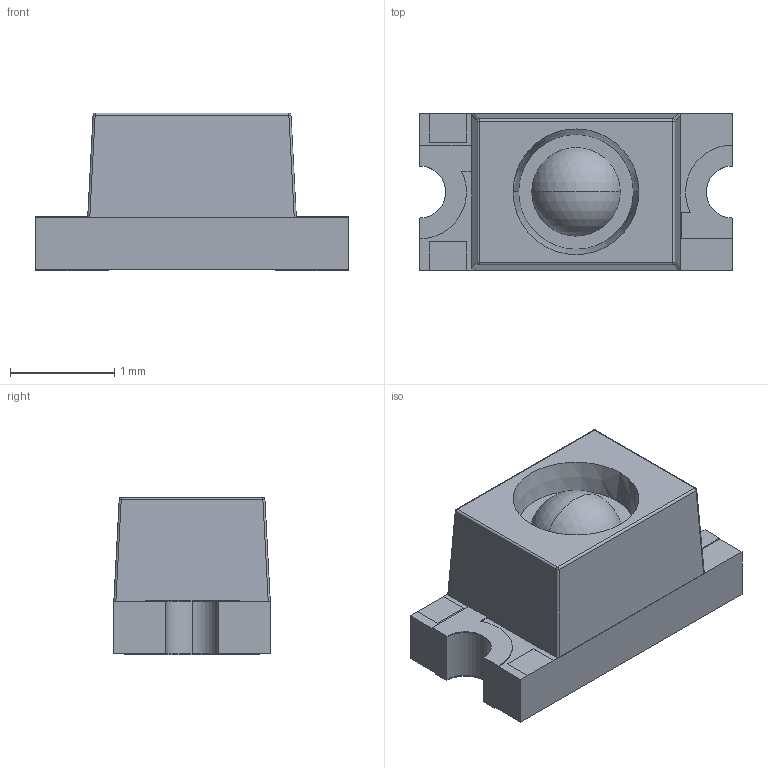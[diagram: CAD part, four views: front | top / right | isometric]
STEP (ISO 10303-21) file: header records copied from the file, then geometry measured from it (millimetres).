
FILE_DESCRIPTION (( 'STEP AP214' ), '1' );
FILE_NAME ('LED-SMD_L3.0-W1.5-RD_RED.STEP', '2023-11-16T12:23:22', ( '微软用户' ), ( '微软中国' ), 'SwSTEP 2.0', 'SolidWorks 2020', '' );
FILE_SCHEMA (( 'AUTOMOTIVE_DESIGN' ));
Length unit declared in the file: millimetre
Products named in the file (1): LED-SMD_L3.0-W1.5-RD_RED
Bounding box: 3 x 1.5 x 1.51 mm (x, y, z)
Volume: 4.8 mm3; surface area: 31.4 mm2
Topology: 6 solids, 6 shells, 316 faces, 835 edges, 553 vertices
Faces by surface type: plane 186, bspline 98, cylinder 24, sphere 6, cone 2
Entity records: 13770 total; most frequent: CARTESIAN_POINT 3023, ORIENTED_EDGE 1670, DIRECTION 1121, EDGE_CURVE 835, VECTOR 579, LINE 579, VERTEX_POINT 553, EDGE_LOOP 338
